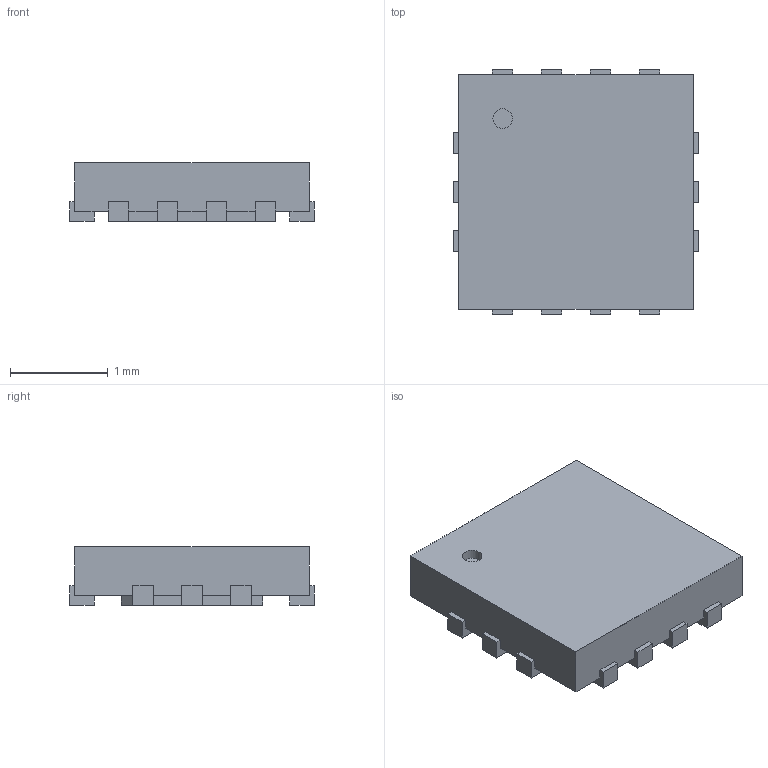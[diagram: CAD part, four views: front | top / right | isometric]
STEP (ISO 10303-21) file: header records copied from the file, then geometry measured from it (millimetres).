
FILE_DESCRIPTION(/* description */ ('model of WQFN-14-1EP_2.5x2.5mm_P0.5mm_EP1.45x1.45mm'),/* implementation_level */ '2;1');
FILE_NAME(/* name */ 'WQFN-14-1EP_2.5x2.5mm_P0.5mm_EP1.45x1.45mm.step',/* time_stamp */ '2018-11-02T18:26:45',/* author */ ('kicad StepUp','ksu'),/* organization */ ('FreeCAD'),/* preprocessor_version */ 'OCC',/* originating_system */ 'kicad StepUp',/* authorisation */ '');
FILE_SCHEMA(('AUTOMOTIVE_DESIGN { 1 0 10303 214 1 1 1 1 }'));
Length unit declared in the file: millimetre
Products named in the file (1): WQFN_14_1EP_25x25mm_P05mm_EP145x145mm
Bounding box: 2.5 x 2.5 x 0.6 mm (x, y, z)
Volume: 3.2 mm3; surface area: 18.7 mm2
Topology: 1 solids, 1 shells, 98 faces, 282 edges, 188 vertices
Faces by surface type: plane 97, cylinder 1
Full cylindrical faces by diameter (mm): 0.2 x1
Entity records: 2243 total; most frequent: ORIENTED_EDGE 488, CARTESIAN_POINT 329, EDGE_CURVE 282, LINE 266, VERTEX_POINT 188, AXIS2_PLACEMENT_3D 100, FACE_BOUND 100, EDGE_LOOP 100
